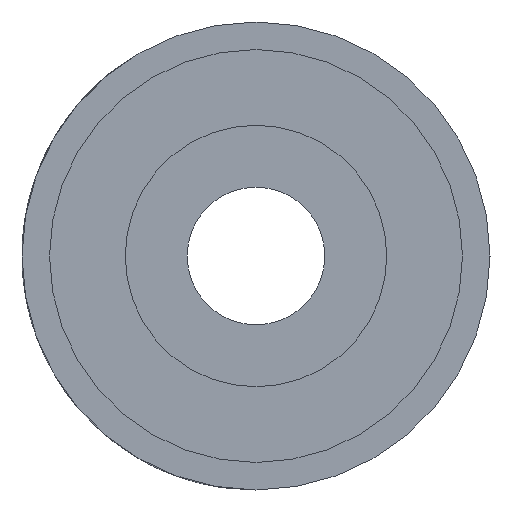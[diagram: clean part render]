
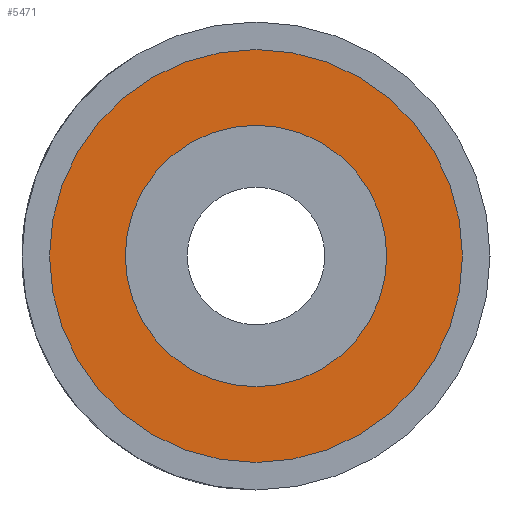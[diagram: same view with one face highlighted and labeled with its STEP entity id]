
A CAD part, left-side view. The second image highlights one B-rep face of the part: STEP entity #5471.
In plain terms, the highlighted planar face has unit normal (-1, 0, 0).
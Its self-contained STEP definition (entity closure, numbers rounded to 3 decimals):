
#4 = ORIENTED_EDGE ( 'NONE', *, *, #5122, .T. ) ;
#1138 = CIRCLE ( 'NONE', #3941, 4.75 ) ;
#1156 = AXIS2_PLACEMENT_3D ( 'NONE', #2744, #4391, #2790 ) ;
#1614 = CARTESIAN_POINT ( 'NONE',  ( 0., 0., 0. ) ) ;
#2173 = EDGE_CURVE ( 'NONE', #3014, #8638, #4083, .T. ) ;
#2693 = EDGE_LOOP ( 'NONE', ( #4, #5650 ) ) ;
#2744 = CARTESIAN_POINT ( 'NONE',  ( 0., 0., 0. ) ) ;
#2790 = DIRECTION ( 'NONE',  ( 0., 0., 1. ) ) ;
#2880 = AXIS2_PLACEMENT_3D ( 'NONE', #1614, #9121, #8978 ) ;
#2928 = CARTESIAN_POINT ( 'NONE',  ( 0., 0., -4.75 ) ) ;
#3014 = VERTEX_POINT ( 'NONE', #4609 ) ;
#3034 = ORIENTED_EDGE ( 'NONE', *, *, #3339, .F. ) ;
#3154 = CARTESIAN_POINT ( 'NONE',  ( 0., 0., 7.5 ) ) ;
#3257 = DIRECTION ( 'NONE',  ( 1., 0., 0. ) ) ;
#3299 = CARTESIAN_POINT ( 'NONE',  ( 0., 0., 0. ) ) ;
#3339 = EDGE_CURVE ( 'NONE', #3790, #3863, #1138, .T. ) ;
#3790 = VERTEX_POINT ( 'NONE', #8637 ) ;
#3863 = VERTEX_POINT ( 'NONE', #2928 ) ;
#3941 = AXIS2_PLACEMENT_3D ( 'NONE', #4387, #6803, #8067 ) ;
#4039 = FACE_OUTER_BOUND ( 'NONE', #2693, .T. ) ;
#4083 = CIRCLE ( 'NONE', #7165, 7.5 ) ;
#4113 = CARTESIAN_POINT ( 'NONE',  ( 0., 0., 0. ) ) ;
#4347 = DIRECTION ( 'NONE',  ( 0., 0., 1. ) ) ;
#4387 = CARTESIAN_POINT ( 'NONE',  ( 0., 0., 0. ) ) ;
#4391 = DIRECTION ( 'NONE',  ( -1., 0., 0. ) ) ;
#4609 = CARTESIAN_POINT ( 'NONE',  ( 0., 0., -7.5 ) ) ;
#5122 = EDGE_CURVE ( 'NONE', #8638, #3014, #7808, .T. ) ;
#5471 = ADVANCED_FACE ( 'NONE', ( #9118, #4039 ), #6985, .F. ) ;
#5482 = AXIS2_PLACEMENT_3D ( 'NONE', #3299, #3257, #9213 ) ;
#5650 = ORIENTED_EDGE ( 'NONE', *, *, #2173, .T. ) ;
#6803 = DIRECTION ( 'NONE',  ( -1., 0., 0. ) ) ;
#6985 = PLANE ( 'NONE',  #5482 ) ;
#7165 = AXIS2_PLACEMENT_3D ( 'NONE', #4113, #8702, #4347 ) ;
#7808 = CIRCLE ( 'NONE', #1156, 7.5 ) ;
#8067 = DIRECTION ( 'NONE',  ( 0., 0., -1. ) ) ;
#8147 = EDGE_CURVE ( 'NONE', #3863, #3790, #8754, .T. ) ;
#8336 = ORIENTED_EDGE ( 'NONE', *, *, #8147, .F. ) ;
#8637 = CARTESIAN_POINT ( 'NONE',  ( 0., 0., 4.75 ) ) ;
#8638 = VERTEX_POINT ( 'NONE', #3154 ) ;
#8702 = DIRECTION ( 'NONE',  ( -1., 0., 0. ) ) ;
#8754 = CIRCLE ( 'NONE', #2880, 4.75 ) ;
#8915 = EDGE_LOOP ( 'NONE', ( #3034, #8336 ) ) ;
#8978 = DIRECTION ( 'NONE',  ( 0., 0., -1. ) ) ;
#9118 = FACE_BOUND ( 'NONE', #8915, .T. ) ;
#9121 = DIRECTION ( 'NONE',  ( -1., 0., 0. ) ) ;
#9213 = DIRECTION ( 'NONE',  ( 0., 0., -1. ) ) ;
